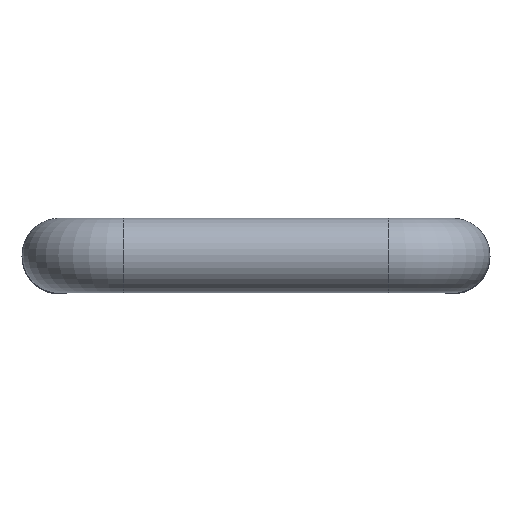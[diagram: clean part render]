
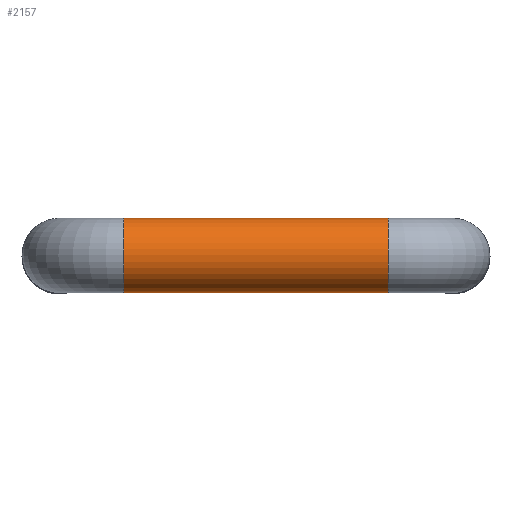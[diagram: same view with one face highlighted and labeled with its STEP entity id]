
A CAD part, top view. The second image highlights one B-rep face of the part: STEP entity #2157.
In plain terms, the highlighted cylindrical face has radius 2.942 mm (diameter 5.884 mm), a full revolution.
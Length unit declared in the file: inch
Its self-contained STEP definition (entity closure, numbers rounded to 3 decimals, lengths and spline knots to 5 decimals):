
#137=FACE_OUTER_BOUND('',#252,.T.);
#252=EDGE_LOOP('',(#1924,#1925,#1926,#1927,#1928,#1929));
#270=CIRCLE('',#2297,0.11583);
#271=CIRCLE('',#2298,0.11583);
#272=CIRCLE('',#2300,0.11583);
#273=CIRCLE('',#2301,0.11583);
#593=LINE('',#9476,#696);
#696=VECTOR('',#2661,0.11811);
#919=VERTEX_POINT('',#9469);
#920=VERTEX_POINT('',#9471);
#921=VERTEX_POINT('',#9475);
#922=VERTEX_POINT('',#9477);
#1256=EDGE_CURVE('',#919,#920,#270,.T.);
#1257=EDGE_CURVE('',#920,#919,#271,.T.);
#1258=EDGE_CURVE('',#920,#921,#593,.T.);
#1259=EDGE_CURVE('',#921,#922,#272,.T.);
#1260=EDGE_CURVE('',#922,#921,#273,.T.);
#1924=ORIENTED_EDGE('',*,*,#1257,.F.);
#1925=ORIENTED_EDGE('',*,*,#1258,.T.);
#1926=ORIENTED_EDGE('',*,*,#1259,.T.);
#1927=ORIENTED_EDGE('',*,*,#1260,.T.);
#1928=ORIENTED_EDGE('',*,*,#1258,.F.);
#1929=ORIENTED_EDGE('',*,*,#1256,.F.);
#2044=CYLINDRICAL_SURFACE('',#2299,0.11583);
#2157=ADVANCED_FACE('',(#137),#2044,.T.);
#2297=AXIS2_PLACEMENT_3D('',#9472,#2655,#2656);
#2298=AXIS2_PLACEMENT_3D('',#9473,#2657,#2658);
#2299=AXIS2_PLACEMENT_3D('',#9474,#2659,#2660);
#2300=AXIS2_PLACEMENT_3D('',#9478,#2662,#2663);
#2301=AXIS2_PLACEMENT_3D('',#9479,#2664,#2665);
#2655=DIRECTION('center_axis',(1.,0.,0.));
#2656=DIRECTION('ref_axis',(0.,0.,-1.));
#2657=DIRECTION('center_axis',(1.,0.,0.));
#2658=DIRECTION('ref_axis',(0.,0.,-1.));
#2659=DIRECTION('center_axis',(1.,0.,0.));
#2660=DIRECTION('ref_axis',(0.,0.,-1.));
#2661=DIRECTION('',(-1.,0.,0.));
#2662=DIRECTION('center_axis',(1.,0.,0.));
#2663=DIRECTION('ref_axis',(0.,0.,-1.));
#2664=DIRECTION('center_axis',(1.,0.,0.));
#2665=DIRECTION('ref_axis',(0.,0.,-1.));
#9469=CARTESIAN_POINT('',(1.02047,0.,1.73457));
#9471=CARTESIAN_POINT('',(1.02047,0.,1.96622));
#9472=CARTESIAN_POINT('Origin',(1.02047,0.,1.85039));
#9473=CARTESIAN_POINT('Origin',(1.02047,0.,1.85039));
#9474=CARTESIAN_POINT('Origin',(0.2,0.,1.85039));
#9475=CARTESIAN_POINT('',(0.2,0.,1.96622));
#9476=CARTESIAN_POINT('',(0.2,0.,1.96622));
#9477=CARTESIAN_POINT('',(0.2,0.,1.73457));
#9478=CARTESIAN_POINT('Origin',(0.2,0.,1.85039));
#9479=CARTESIAN_POINT('Origin',(0.2,0.,1.85039));
